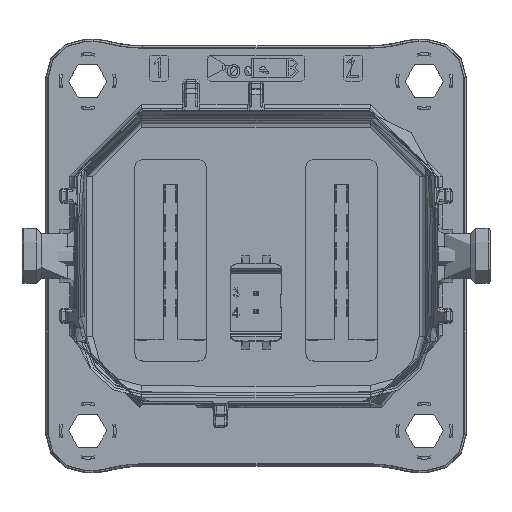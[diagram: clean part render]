
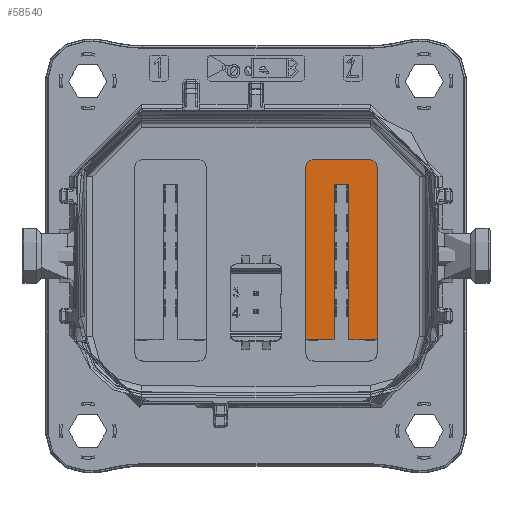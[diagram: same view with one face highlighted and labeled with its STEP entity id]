
A CAD part, top view. The second image highlights one B-rep face of the part: STEP entity #58540.
In plain terms, the highlighted planar face has unit normal (0, 0, 1).
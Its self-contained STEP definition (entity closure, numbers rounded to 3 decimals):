
#112 = EDGE_CURVE ( 'NONE', #6788, #12790, #32413, .T. ) ;
#980 = VECTOR ( 'NONE', #38661, 1000. ) ;
#1535 = CARTESIAN_POINT ( 'NONE',  ( -16.893, -141.6, 100.604 ) ) ;
#1569 = VECTOR ( 'NONE', #31463, 1000. ) ;
#2364 = EDGE_CURVE ( 'NONE', #31154, #4710, #39490, .T. ) ;
#3327 = VECTOR ( 'NONE', #19682, 1000. ) ;
#4184 = EDGE_LOOP ( 'NONE', ( #72440, #57499, #56838, #28297, #45978, #17310, #10269, #15552, #29366, #9178 ) ) ;
#4710 = VERTEX_POINT ( 'NONE', #57799 ) ;
#5205 = CARTESIAN_POINT ( 'NONE',  ( -16.893, -168.161, 100.604 ) ) ;
#6788 = VERTEX_POINT ( 'NONE', #45459 ) ;
#8237 = CARTESIAN_POINT ( 'NONE',  ( -10.193, -168.161, 100.604 ) ) ;
#9178 = ORIENTED_EDGE ( 'NONE', *, *, #71717, .F. ) ;
#10269 = ORIENTED_EDGE ( 'NONE', *, *, #59268, .F. ) ;
#12790 = VERTEX_POINT ( 'NONE', #71144 ) ;
#14550 = EDGE_CURVE ( 'NONE', #68424, #31154, #33524, .T. ) ;
#14756 = CARTESIAN_POINT ( 'NONE',  ( -24.543, -155.15, 100.604 ) ) ;
#14814 = DIRECTION ( 'NONE',  ( 0., 0., -1. ) ) ;
#15552 = ORIENTED_EDGE ( 'NONE', *, *, #38030, .F. ) ;
#16611 = DIRECTION ( 'NONE',  ( 1., 0., 0. ) ) ;
#17310 = ORIENTED_EDGE ( 'NONE', *, *, #45491, .F. ) ;
#19468 = VECTOR ( 'NONE', #61532, 1000. ) ;
#19682 = DIRECTION ( 'NONE',  ( -1., 0., 0. ) ) ;
#20124 = VECTOR ( 'NONE', #38519, 1000. ) ;
#20754 = LINE ( 'NONE', #26269, #1569 ) ;
#21076 = DIRECTION ( 'NONE',  ( -1., 0., 0. ) ) ;
#22607 = EDGE_CURVE ( 'NONE', #23740, #26577, #52752, .T. ) ;
#23740 = VERTEX_POINT ( 'NONE', #65597 ) ;
#23763 = CARTESIAN_POINT ( 'NONE',  ( -15.543, -140.25, 100.604 ) ) ;
#25008 = DIRECTION ( 'NONE',  ( -1., 0., 0. ) ) ;
#25093 = FACE_OUTER_BOUND ( 'NONE', #4184, .T. ) ;
#25358 = VECTOR ( 'NONE', #16611, 1000. ) ;
#25382 = DIRECTION ( 'NONE',  ( 0., 0., -1. ) ) ;
#25885 = CARTESIAN_POINT ( 'NONE',  ( -15.543, -141.6, 100.604 ) ) ;
#26269 = CARTESIAN_POINT ( 'NONE',  ( -10.193, -144.2, 100.604 ) ) ;
#26577 = VERTEX_POINT ( 'NONE', #53596 ) ;
#27336 = CARTESIAN_POINT ( 'NONE',  ( -7.143, -140.25, 100.604 ) ) ;
#28076 = LINE ( 'NONE', #45388, #19468 ) ;
#28297 = ORIENTED_EDGE ( 'NONE', *, *, #60585, .F. ) ;
#28447 = CARTESIAN_POINT ( 'NONE',  ( -10.193, -168.161, 100.604 ) ) ;
#29147 = CIRCLE ( 'NONE', #33870, 1.35 ) ;
#29366 = ORIENTED_EDGE ( 'NONE', *, *, #22607, .F. ) ;
#30912 = CARTESIAN_POINT ( 'NONE',  ( -7.143, -141.6, 100.604 ) ) ;
#31154 = VERTEX_POINT ( 'NONE', #23763 ) ;
#31463 = DIRECTION ( 'NONE',  ( 0., 1., 0. ) ) ;
#31488 = LINE ( 'NONE', #8237, #3327 ) ;
#32413 = LINE ( 'NONE', #55911, #980 ) ;
#33524 = CIRCLE ( 'NONE', #46451, 1.35 ) ;
#33870 = AXIS2_PLACEMENT_3D ( 'NONE', #30912, #25382, #25008 ) ;
#36881 = DIRECTION ( 'NONE',  ( 0., 0., -1. ) ) ;
#38030 = EDGE_CURVE ( 'NONE', #26577, #53412, #31488, .T. ) ;
#38519 = DIRECTION ( 'NONE',  ( 0., 1., 0. ) ) ;
#38661 = DIRECTION ( 'NONE',  ( 0., -1., 0. ) ) ;
#38872 = VERTEX_POINT ( 'NONE', #61026 ) ;
#39490 = LINE ( 'NONE', #27336, #25358 ) ;
#40051 = VERTEX_POINT ( 'NONE', #5205 ) ;
#42427 = PLANE ( 'NONE',  #47488 ) ;
#42810 = CARTESIAN_POINT ( 'NONE',  ( -10.193, -144.2, 100.604 ) ) ;
#45388 = CARTESIAN_POINT ( 'NONE',  ( -16.893, -168.161, 100.604 ) ) ;
#45459 = CARTESIAN_POINT ( 'NONE',  ( -12.493, -144.2, 100.604 ) ) ;
#45491 = EDGE_CURVE ( 'NONE', #38872, #6788, #48297, .T. ) ;
#45978 = ORIENTED_EDGE ( 'NONE', *, *, #112, .F. ) ;
#46451 = AXIS2_PLACEMENT_3D ( 'NONE', #25885, #14814, #21076 ) ;
#46846 = DIRECTION ( 'NONE',  ( -1., 0., 0. ) ) ;
#47488 = AXIS2_PLACEMENT_3D ( 'NONE', #14756, #36881, #47549 ) ;
#47549 = DIRECTION ( 'NONE',  ( 0., -1., 0. ) ) ;
#47851 = EDGE_CURVE ( 'NONE', #40051, #68424, #60564, .T. ) ;
#48105 = VECTOR ( 'NONE', #46846, 1000. ) ;
#48297 = LINE ( 'NONE', #42810, #48105 ) ;
#52752 = LINE ( 'NONE', #71384, #66863 ) ;
#53412 = VERTEX_POINT ( 'NONE', #28447 ) ;
#53596 = CARTESIAN_POINT ( 'NONE',  ( -5.793, -168.161, 100.604 ) ) ;
#54827 = DIRECTION ( 'NONE',  ( 0., -1., 0. ) ) ;
#55911 = CARTESIAN_POINT ( 'NONE',  ( -12.493, -168.161, 100.604 ) ) ;
#56838 = ORIENTED_EDGE ( 'NONE', *, *, #47851, .F. ) ;
#57499 = ORIENTED_EDGE ( 'NONE', *, *, #14550, .F. ) ;
#57799 = CARTESIAN_POINT ( 'NONE',  ( -7.143, -140.25, 100.604 ) ) ;
#58540 = ADVANCED_FACE ( 'NONE', ( #25093 ), #42427, .F. ) ;
#59268 = EDGE_CURVE ( 'NONE', #53412, #38872, #20754, .T. ) ;
#60199 = CARTESIAN_POINT ( 'NONE',  ( -16.893, -141.6, 100.604 ) ) ;
#60564 = LINE ( 'NONE', #60199, #20124 ) ;
#60585 = EDGE_CURVE ( 'NONE', #12790, #40051, #28076, .T. ) ;
#61026 = CARTESIAN_POINT ( 'NONE',  ( -10.193, -144.2, 100.604 ) ) ;
#61532 = DIRECTION ( 'NONE',  ( -1., 0., 0. ) ) ;
#65597 = CARTESIAN_POINT ( 'NONE',  ( -5.793, -141.6, 100.604 ) ) ;
#66863 = VECTOR ( 'NONE', #54827, 1000. ) ;
#68424 = VERTEX_POINT ( 'NONE', #1535 ) ;
#71144 = CARTESIAN_POINT ( 'NONE',  ( -12.493, -168.161, 100.604 ) ) ;
#71384 = CARTESIAN_POINT ( 'NONE',  ( -5.793, -168.161, 100.604 ) ) ;
#71717 = EDGE_CURVE ( 'NONE', #4710, #23740, #29147, .T. ) ;
#72440 = ORIENTED_EDGE ( 'NONE', *, *, #2364, .F. ) ;
